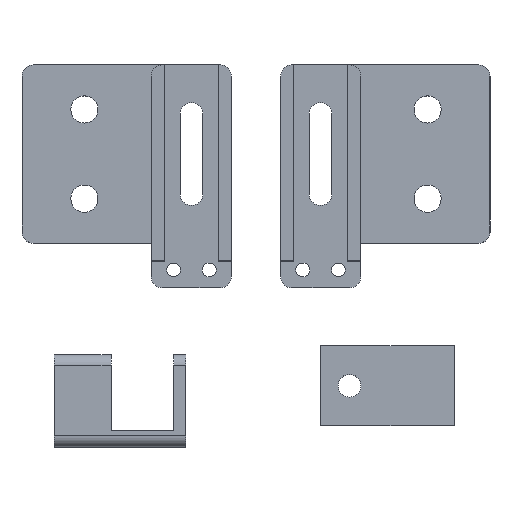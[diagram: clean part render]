
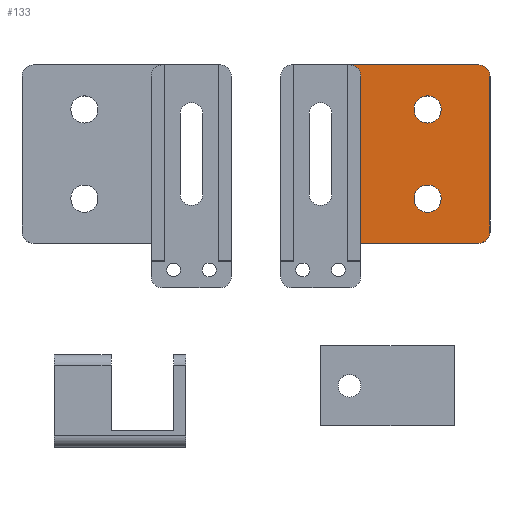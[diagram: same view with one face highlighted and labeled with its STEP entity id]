
A CAD part, top view. The second image highlights one B-rep face of the part: STEP entity #133.
In plain terms, the highlighted planar face has unit normal (0, 0, 1).
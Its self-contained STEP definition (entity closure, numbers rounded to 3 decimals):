
#27=CARTESIAN_POINT('',(583.,217.5,555.));
#28=DIRECTION('',(0.,-0.,-1.));
#29=DIRECTION('',(-1.,-0.,0.));
#30=AXIS2_PLACEMENT_3D('',#27,#28,#29);
#31=PLANE('',#30);
#32=CARTESIAN_POINT('',(588.95,207.5,555.));
#33=VERTEX_POINT('',#32);
#34=CARTESIAN_POINT('',(592.,207.5,555.));
#35=DIRECTION('',(0.,0.,1.));
#36=DIRECTION('',(-1.,-0.,0.));
#37=AXIS2_PLACEMENT_3D('',#34,#35,#36);
#38=CIRCLE('',#37,3.05);
#39=EDGE_CURVE('',#33,#33,#38,.T.);
#40=ORIENTED_EDGE('',*,*,#39,.F.);
#41=EDGE_LOOP('',(#40));
#42=FACE_BOUND('',#41,.T.);
#43=CARTESIAN_POINT('',(588.95,227.5,555.));
#44=VERTEX_POINT('',#43);
#45=CARTESIAN_POINT('',(592.,227.5,555.));
#46=DIRECTION('',(0.,0.,1.));
#47=DIRECTION('',(-1.,-0.,0.));
#48=AXIS2_PLACEMENT_3D('',#45,#46,#47);
#49=CIRCLE('',#48,3.05);
#50=EDGE_CURVE('',#44,#44,#49,.T.);
#51=ORIENTED_EDGE('',*,*,#50,.F.);
#52=EDGE_LOOP('',(#51));
#53=FACE_BOUND('',#52,.T.);
#54=CARTESIAN_POINT('',(577.,197.5,555.));
#55=VERTEX_POINT('',#54);
#56=CARTESIAN_POINT('',(577.,235.,555.));
#57=VERTEX_POINT('',#56);
#58=CARTESIAN_POINT('',(577.,197.5,555.));
#59=DIRECTION('',(0.,1.,-0.));
#60=VECTOR('',#59,37.5);
#61=LINE('',#58,#60);
#62=EDGE_CURVE('',#55,#57,#61,.T.);
#63=ORIENTED_EDGE('',*,*,#62,.F.);
#64=CARTESIAN_POINT('',(603.5,197.5,555.));
#65=VERTEX_POINT('',#64);
#66=CARTESIAN_POINT('',(603.5,197.5,555.));
#67=DIRECTION('',(-1.,0.,0.));
#68=VECTOR('',#67,26.5);
#69=LINE('',#66,#68);
#70=EDGE_CURVE('',#65,#55,#69,.T.);
#71=ORIENTED_EDGE('',*,*,#70,.F.);
#72=CARTESIAN_POINT('',(605.268,198.232,555.));
#73=VERTEX_POINT('',#72);
#74=CARTESIAN_POINT('',(603.5,200.,555.));
#75=DIRECTION('',(0.,-0.,-1.));
#76=DIRECTION('',(-1.,-0.,0.));
#77=AXIS2_PLACEMENT_3D('',#74,#75,#76);
#78=CIRCLE('',#77,2.5);
#79=EDGE_CURVE('',#73,#65,#78,.T.);
#80=ORIENTED_EDGE('',*,*,#79,.F.);
#81=CARTESIAN_POINT('',(606.,200.,555.));
#82=VERTEX_POINT('',#81);
#83=CARTESIAN_POINT('',(603.5,200.,555.));
#84=DIRECTION('',(0.,-0.,-1.));
#85=DIRECTION('',(-1.,-0.,0.));
#86=AXIS2_PLACEMENT_3D('',#83,#84,#85);
#87=CIRCLE('',#86,2.5);
#88=EDGE_CURVE('',#82,#73,#87,.T.);
#89=ORIENTED_EDGE('',*,*,#88,.F.);
#90=CARTESIAN_POINT('',(606.,235.,555.));
#91=VERTEX_POINT('',#90);
#92=CARTESIAN_POINT('',(606.,200.,555.));
#93=DIRECTION('',(0.,1.,-0.));
#94=VECTOR('',#93,35.);
#95=LINE('',#92,#94);
#96=EDGE_CURVE('',#82,#91,#95,.T.);
#97=ORIENTED_EDGE('',*,*,#96,.T.);
#98=CARTESIAN_POINT('',(605.268,236.768,555.));
#99=VERTEX_POINT('',#98);
#100=CARTESIAN_POINT('',(603.5,235.,555.));
#101=DIRECTION('',(0.,-0.,-1.));
#102=DIRECTION('',(-1.,-0.,0.));
#103=AXIS2_PLACEMENT_3D('',#100,#101,#102);
#104=CIRCLE('',#103,2.5);
#105=EDGE_CURVE('',#99,#91,#104,.T.);
#106=ORIENTED_EDGE('',*,*,#105,.F.);
#107=CARTESIAN_POINT('',(603.5,237.5,555.));
#108=VERTEX_POINT('',#107);
#109=CARTESIAN_POINT('',(603.5,235.,555.));
#110=DIRECTION('',(0.,-0.,-1.));
#111=DIRECTION('',(-1.,-0.,0.));
#112=AXIS2_PLACEMENT_3D('',#109,#110,#111);
#113=CIRCLE('',#112,2.5);
#114=EDGE_CURVE('',#108,#99,#113,.T.);
#115=ORIENTED_EDGE('',*,*,#114,.F.);
#116=CARTESIAN_POINT('',(574.5,237.5,555.));
#117=VERTEX_POINT('',#116);
#118=CARTESIAN_POINT('',(603.5,237.5,555.));
#119=DIRECTION('',(-1.,-0.,0.));
#120=VECTOR('',#119,29.);
#121=LINE('',#118,#120);
#122=EDGE_CURVE('',#108,#117,#121,.T.);
#123=ORIENTED_EDGE('',*,*,#122,.T.);
#124=CARTESIAN_POINT('',(574.5,235.,555.));
#125=DIRECTION('',(0.,-0.,-1.));
#126=DIRECTION('',(-1.,0.,0.));
#127=AXIS2_PLACEMENT_3D('',#124,#125,#126);
#128=CIRCLE('',#127,2.5);
#129=EDGE_CURVE('',#117,#57,#128,.T.);
#130=ORIENTED_EDGE('',*,*,#129,.T.);
#131=EDGE_LOOP('',(#63,#71,#80,#89,#97,#106,#115,#123,#130));
#132=FACE_BOUND('',#131,.T.);
#133=ADVANCED_FACE('',(#42,#53,#132),#31,.F.);
